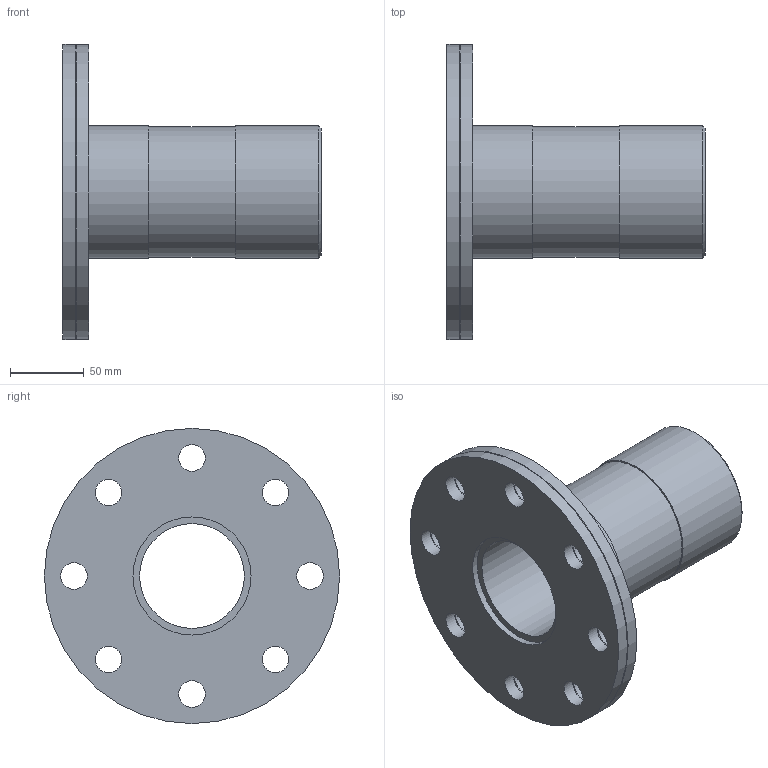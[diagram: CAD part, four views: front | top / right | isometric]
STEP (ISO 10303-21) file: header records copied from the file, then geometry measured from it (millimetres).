
FILE_DESCRIPTION(/* description */ ('PLASSON FLANGE ADAPTOR WITH METAL FLANGE 90-3"'),/* implementation_level */ '2;1');
FILE_NAME(/* name */ '872306090030_182306090030.ipt.stp',/* time_stamp */ '2017-06-08T04:13:24+03:00',/* author */ ('Кирилл'),/* organization */ (''),/* preprocessor_version */ 'ST-DEVELOPER v15.6',/* originating_system */ 'Autodesk Inventor 2015',/* authorisation */ '');
FILE_SCHEMA (('AUTOMOTIVE_DESIGN { 1 0 10303 214 3 1 1 }'));
Length unit declared in the file: millimetre
Products named in the file (1): 872306090030_182306090030
Bounding box: 175 x 200 x 200 mm (x, y, z)
Volume: 764942.4 mm3; surface area: 159280.4 mm2
Topology: 1 solids, 1 shells, 50 faces, 117 edges, 74 vertices
Faces by surface type: cylinder 24, cone 19, plane 7
Full cylindrical faces by diameter (mm): 18 x16, 71 x1, 80 x1, 88.2 x1, 90 x2, 117 x1, 200 x2
Entity records: 1208 total; most frequent: DIRECTION 218, CARTESIAN_POINT 167, EDGE_LOOP 116, ORIENTED_EDGE 116, AXIS2_PLACEMENT_3D 109, FACE_BOUND 66, CIRCLE 58, VERTEX_POINT 58
